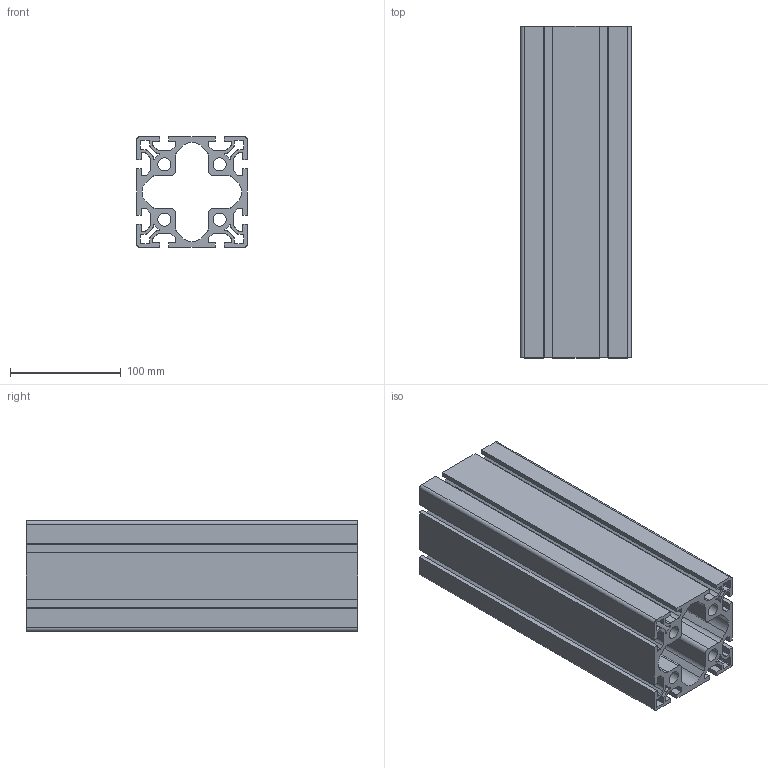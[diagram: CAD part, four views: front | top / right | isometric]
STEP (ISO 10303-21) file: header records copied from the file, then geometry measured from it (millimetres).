
FILE_DESCRIPTION (( 'STEP AP214' ), '1' );
FILE_NAME ('1728143668091.step', '2024-10-05T15:54:51', ( 'Windows User' ), ( '' ), 'SwSTEP 2.0', 'SolidWorks 2011', '' );
FILE_SCHEMA (( 'AUTOMOTIVE_DESIGN' ));
Length unit declared in the file: millimetre
Products named in the file (2): 1728143668091; 1.11.100100.83Sx300.00(1)
Assembly tree (1 placements, depth 2):
  1728143668091
    1.11.100100.83Sx300.00(1)
Bounding box: 100 x 300 x 100 mm (x, y, z)
Volume: 1031603.8 mm3; surface area: 440836.3 mm2
Topology: 1 solids, 1 shells, 243 faces, 723 edges, 482 vertices
Faces by surface type: plane 134, cylinder 109
Entity records: 8297 total; most frequent: CARTESIAN_POINT 1452, ORIENTED_EDGE 1446, DIRECTION 1435, EDGE_CURVE 723, LINE 505, VECTOR 505, VERTEX_POINT 482, AXIS2_PLACEMENT_3D 465
